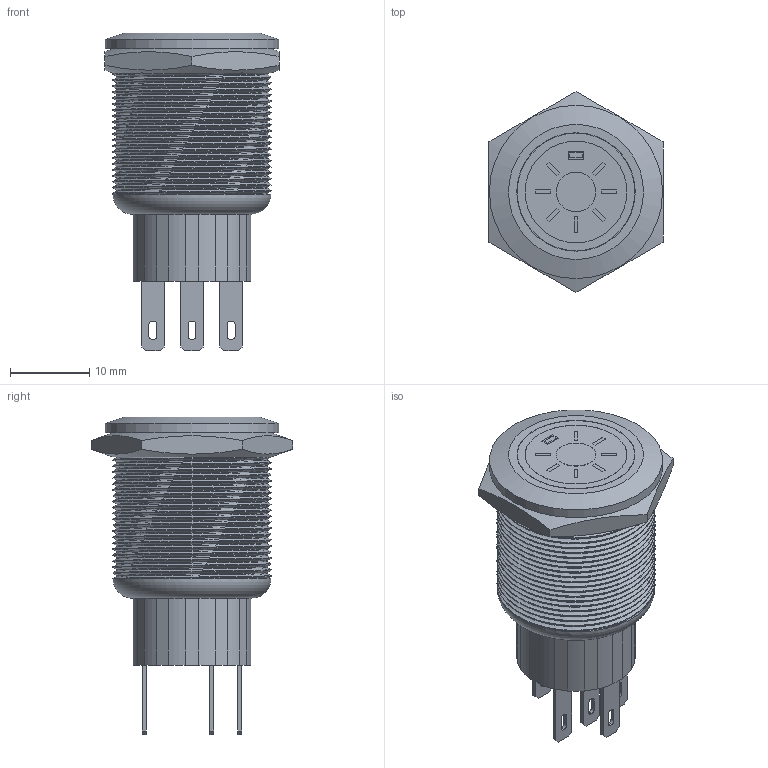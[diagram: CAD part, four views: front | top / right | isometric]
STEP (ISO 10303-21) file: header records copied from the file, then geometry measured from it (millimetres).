
FILE_DESCRIPTION(/* description */ (''),/* implementation_level */ '2;1');
FILE_NAME(/* name */ '1_Push_Button v4.step',/* time_stamp */ '2024-10-07T13:17:55+02:00',/* author */ (''),/* organization */ (''),/* preprocessor_version */ 'ST-DEVELOPER v20',/* originating_system */ 'Autodesk Translation Framework v13.20.0.188',/* authorisation */ '');
FILE_SCHEMA (('AUTOMOTIVE_DESIGN { 1 0 10303 214 3 1 1 }'));
Length unit declared in the file: millimetre
Products named in the file (2): 1_Push_Button; Push_Button
Assembly tree (1 placements, depth 2):
  1_Push_Button
    Push_Button
Bounding box: 21.92 x 25.31 x 40.02 mm (x, y, z)
Volume: 8636.1 mm3; surface area: 4376.9 mm2
Topology: 2 solids, 16 shells, 470 faces, 1230 edges, 811 vertices
Faces by surface type: plane 240, bspline 128, cylinder 98, cone 3, torus 1
Full cylindrical faces by diameter (mm): 5 x1, 12.8 x1, 14.8 x1, 14.9 x1, 19.044 x26, 19.908 x27, 21.8 x1
Entity records: 22558 total; most frequent: CARTESIAN_POINT 11846, ORIENTED_EDGE 2460, DIRECTION 1629, EDGE_CURVE 1230, VERTEX_POINT 811, LINE 737, VECTOR 737, EDGE_LOOP 509
